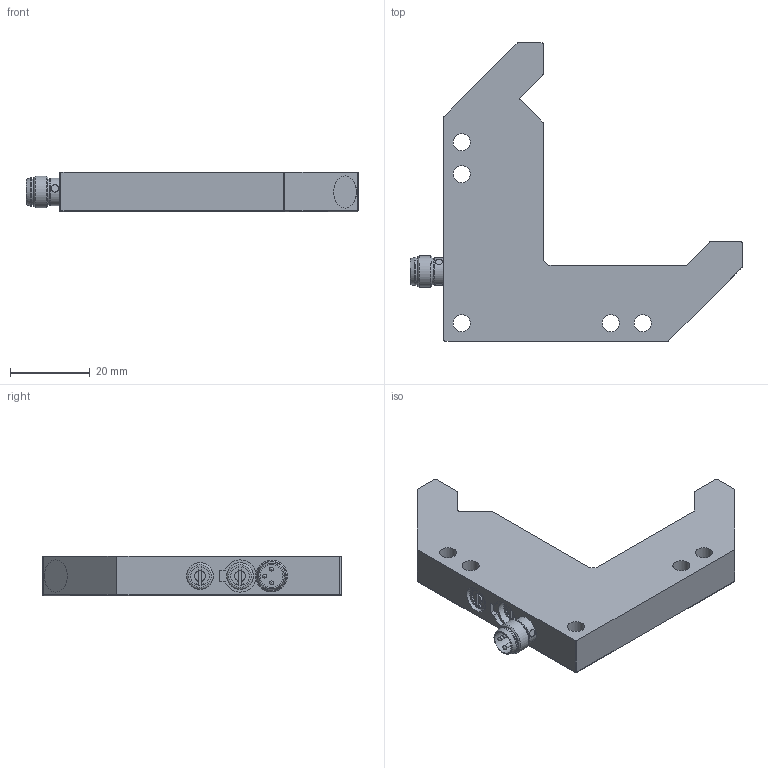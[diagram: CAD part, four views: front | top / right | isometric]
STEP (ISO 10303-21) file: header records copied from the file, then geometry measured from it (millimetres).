
FILE_DESCRIPTION((''),'2;1');
FILE_NAME('OGL 05x P3K-TSSL.stp','2013-07-31T09:36:53',('lck'),(''),'Autodesk Inventor 2013','Autodesk Inventor 2013','');
FILE_SCHEMA(('AUTOMOTIVE_DESIGN { 1 0 10303 214 1 1 1 1 }'));
Length unit declared in the file: millimetre
Products named in the file (1): Bauteil2
Bounding box: 83.5 x 75 x 10 mm (x, y, z)
Volume: 24279 mm3; surface area: 9528 mm2
Topology: 1 solids, 5 shells, 247 faces, 564 edges, 358 vertices
Faces by surface type: plane 113, cylinder 111, sphere 13, torus 5, cone 5
Full cylindrical faces by diameter (mm): 1 x3, 2 x4, 4.3 x5, 5 x4, 5.7 x1, 5.8 x2, 6.4 x1, 6.6 x4, 6.7 x6, 6.9 x1, 7.2 x1, 8 x1, 8.08 x2, 8.1 x2
Entity records: 6929 total; most frequent: CARTESIAN_POINT 1378, DIRECTION 1174, ORIENTED_EDGE 984, EDGE_CURVE 492, AXIS2_PLACEMENT_3D 473, EDGE_LOOP 341, VERTEX_POINT 333, FACE_OUTER_BOUND 247
